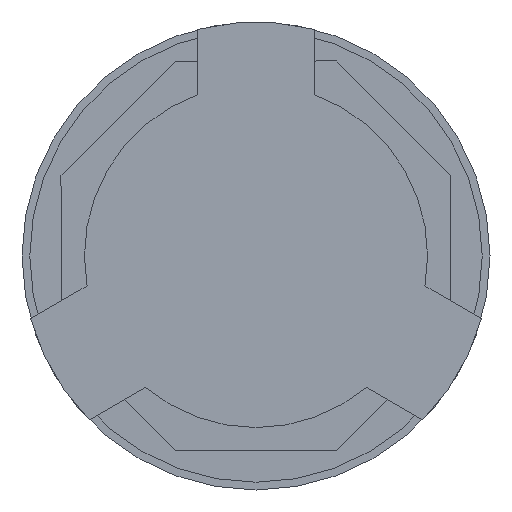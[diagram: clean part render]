
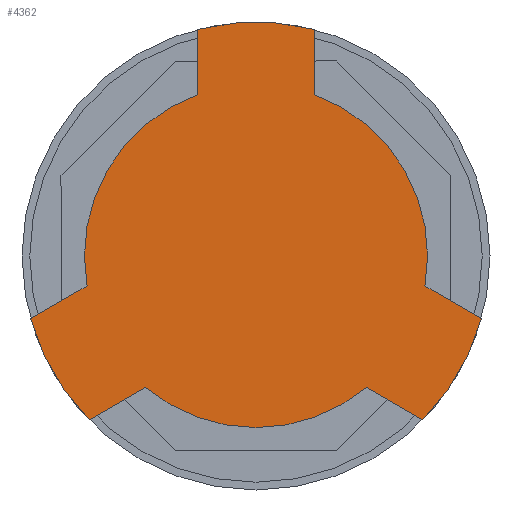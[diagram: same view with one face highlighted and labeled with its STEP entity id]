
A CAD part, front view. The second image highlights one B-rep face of the part: STEP entity #4362.
In plain terms, the highlighted planar face has unit normal (0, -1, 0).
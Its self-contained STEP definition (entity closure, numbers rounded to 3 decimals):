
#96 = AXIS2_PLACEMENT_3D ( 'NONE', #495, #4517, #166 ) ;
#134 = EDGE_LOOP ( 'NONE', ( #780, #4689, #667, #1794, #4695, #1799, #998, #3114, #2352, #2503, #2432, #1632, #1850 ) ) ;
#141 = CIRCLE ( 'NONE', #2902, 11. ) ;
#151 = LINE ( 'NONE', #756, #4495 ) ;
#158 = EDGE_CURVE ( 'NONE', #3049, #3024, #4363, .T. ) ;
#166 = DIRECTION ( 'NONE',  ( 0., 0., 1. ) ) ;
#172 = VECTOR ( 'NONE', #3847, 1000. ) ;
#214 = DIRECTION ( 'NONE',  ( 0., 0., -1. ) ) ;
#303 = VECTOR ( 'NONE', #1181, 1000. ) ;
#390 = VERTEX_POINT ( 'NONE', #2792 ) ;
#407 = CARTESIAN_POINT ( 'NONE',  ( 1.875, -37.1, 3.248 ) ) ;
#450 = DIRECTION ( 'NONE',  ( 0.866, 0., 0.5 ) ) ;
#495 = CARTESIAN_POINT ( 'NONE',  ( 0., -37.1, 0. ) ) ;
#511 = CARTESIAN_POINT ( 'NONE',  ( -14.453, -37.1, -4.014 ) ) ;
#600 = AXIS2_PLACEMENT_3D ( 'NONE', #1446, #3253, #3237 ) ;
#667 = ORIENTED_EDGE ( 'NONE', *, *, #3641, .T. ) ;
#756 = CARTESIAN_POINT ( 'NONE',  ( 3.75, -37.1, 0. ) ) ;
#780 = ORIENTED_EDGE ( 'NONE', *, *, #1484, .F. ) ;
#844 = DIRECTION ( 'NONE',  ( -0.866, 0., -0.5 ) ) ;
#856 = CARTESIAN_POINT ( 'NONE',  ( 0., -37.1, 0. ) ) ;
#998 = ORIENTED_EDGE ( 'NONE', *, *, #4257, .T. ) ;
#1011 = CARTESIAN_POINT ( 'NONE',  ( 10.831, -37.1, -1.923 ) ) ;
#1025 = VERTEX_POINT ( 'NONE', #3085 ) ;
#1043 = LINE ( 'NONE', #4454, #303 ) ;
#1059 = CARTESIAN_POINT ( 'NONE',  ( 14.453, -37.1, -4.014 ) ) ;
#1181 = DIRECTION ( 'NONE',  ( 0.866, 0., -0.5 ) ) ;
#1264 = AXIS2_PLACEMENT_3D ( 'NONE', #2761, #4559, #214 ) ;
#1271 = CARTESIAN_POINT ( 'NONE',  ( -3.75, -37.1, 0. ) ) ;
#1297 = CARTESIAN_POINT ( 'NONE',  ( 0., -37.1, 0. ) ) ;
#1350 = EDGE_CURVE ( 'NONE', #1550, #2465, #2088, .T. ) ;
#1446 = CARTESIAN_POINT ( 'NONE',  ( 0., -37.1, 0. ) ) ;
#1484 = EDGE_CURVE ( 'NONE', #4644, #3797, #2553, .T. ) ;
#1550 = VERTEX_POINT ( 'NONE', #2008 ) ;
#1570 = PLANE ( 'NONE',  #96 ) ;
#1580 = EDGE_CURVE ( 'NONE', #390, #2420, #4080, .T. ) ;
#1593 = VERTEX_POINT ( 'NONE', #2076 ) ;
#1632 = ORIENTED_EDGE ( 'NONE', *, *, #2140, .T. ) ;
#1657 = VECTOR ( 'NONE', #3784, 1000. ) ;
#1665 = VERTEX_POINT ( 'NONE', #4635 ) ;
#1674 = LINE ( 'NONE', #3738, #2341 ) ;
#1715 = CARTESIAN_POINT ( 'NONE',  ( 0., -37.1, -11. ) ) ;
#1739 = DIRECTION ( 'NONE',  ( 0., -1., 0. ) ) ;
#1765 = DIRECTION ( 'NONE',  ( -0.866, 0., 0.5 ) ) ;
#1782 = CIRCLE ( 'NONE', #600, 11. ) ;
#1794 = ORIENTED_EDGE ( 'NONE', *, *, #158, .T. ) ;
#1799 = ORIENTED_EDGE ( 'NONE', *, *, #1873, .T. ) ;
#1850 = ORIENTED_EDGE ( 'NONE', *, *, #1907, .T. ) ;
#1873 = EDGE_CURVE ( 'NONE', #1025, #3612, #1674, .T. ) ;
#1902 = CARTESIAN_POINT ( 'NONE',  ( -7.081, -37.1, -8.418 ) ) ;
#1907 = EDGE_CURVE ( 'NONE', #3410, #3797, #2866, .T. ) ;
#1920 = AXIS2_PLACEMENT_3D ( 'NONE', #1297, #4209, #3143 ) ;
#1935 = DIRECTION ( 'NONE',  ( 0., 1., 0. ) ) ;
#2008 = CARTESIAN_POINT ( 'NONE',  ( 7.081, -37.1, -8.418 ) ) ;
#2076 = CARTESIAN_POINT ( 'NONE',  ( 10.703, -37.1, -10.509 ) ) ;
#2088 = CIRCLE ( 'NONE', #2569, 11. ) ;
#2140 = EDGE_CURVE ( 'NONE', #1593, #3410, #3087, .T. ) ;
#2285 = DIRECTION ( 'NONE',  ( 0., 1., 0. ) ) ;
#2341 = VECTOR ( 'NONE', #844, 1000. ) ;
#2352 = ORIENTED_EDGE ( 'NONE', *, *, #3638, .F. ) ;
#2420 = VERTEX_POINT ( 'NONE', #1902 ) ;
#2432 = ORIENTED_EDGE ( 'NONE', *, *, #2944, .T. ) ;
#2465 = VERTEX_POINT ( 'NONE', #1715 ) ;
#2487 = CARTESIAN_POINT ( 'NONE',  ( 0., -37.1, 0. ) ) ;
#2503 = ORIENTED_EDGE ( 'NONE', *, *, #1350, .F. ) ;
#2526 = CIRCLE ( 'NONE', #4246, 15. ) ;
#2553 = CIRCLE ( 'NONE', #1920, 11. ) ;
#2569 = AXIS2_PLACEMENT_3D ( 'NONE', #3362, #2285, #4088 ) ;
#2632 = CARTESIAN_POINT ( 'NONE',  ( 0., -37.1, 0. ) ) ;
#2670 = CARTESIAN_POINT ( 'NONE',  ( 3.75, -37.1, 10.341 ) ) ;
#2761 = CARTESIAN_POINT ( 'NONE',  ( 0., -37.1, 0. ) ) ;
#2792 = CARTESIAN_POINT ( 'NONE',  ( -10.703, -37.1, -10.509 ) ) ;
#2866 = LINE ( 'NONE', #407, #3315 ) ;
#2902 = AXIS2_PLACEMENT_3D ( 'NONE', #856, #1935, #3389 ) ;
#2944 = EDGE_CURVE ( 'NONE', #1550, #1593, #1043, .T. ) ;
#3016 = DIRECTION ( 'NONE',  ( -0.866, 0., 0.5 ) ) ;
#3024 = VERTEX_POINT ( 'NONE', #3772 ) ;
#3049 = VERTEX_POINT ( 'NONE', #4541 ) ;
#3085 = CARTESIAN_POINT ( 'NONE',  ( -10.831, -37.1, -1.923 ) ) ;
#3087 = CIRCLE ( 'NONE', #4290, 15. ) ;
#3114 = ORIENTED_EDGE ( 'NONE', *, *, #1580, .T. ) ;
#3143 = DIRECTION ( 'NONE',  ( 0., 0., 1. ) ) ;
#3156 = CIRCLE ( 'NONE', #1264, 15. ) ;
#3237 = DIRECTION ( 'NONE',  ( 0., 0., 1. ) ) ;
#3253 = DIRECTION ( 'NONE',  ( 0., 1., 0. ) ) ;
#3315 = VECTOR ( 'NONE', #3016, 1000. ) ;
#3328 = DIRECTION ( 'NONE',  ( 0., -1., 0. ) ) ;
#3362 = CARTESIAN_POINT ( 'NONE',  ( 0., -37.1, 0. ) ) ;
#3389 = DIRECTION ( 'NONE',  ( 0., 0., 1. ) ) ;
#3410 = VERTEX_POINT ( 'NONE', #1059 ) ;
#3428 = FACE_OUTER_BOUND ( 'NONE', #134, .T. ) ;
#3450 = CARTESIAN_POINT ( 'NONE',  ( 1.875, -37.1, -3.248 ) ) ;
#3612 = VERTEX_POINT ( 'NONE', #511 ) ;
#3638 = EDGE_CURVE ( 'NONE', #2465, #2420, #141, .T. ) ;
#3641 = EDGE_CURVE ( 'NONE', #1665, #3049, #3156, .T. ) ;
#3738 = CARTESIAN_POINT ( 'NONE',  ( -1.875, -37.1, 3.248 ) ) ;
#3772 = CARTESIAN_POINT ( 'NONE',  ( -3.75, -37.1, 10.341 ) ) ;
#3784 = DIRECTION ( 'NONE',  ( 0., 0., -1. ) ) ;
#3797 = VERTEX_POINT ( 'NONE', #1011 ) ;
#3847 = DIRECTION ( 'NONE',  ( 0.866, 0., 0.5 ) ) ;
#3948 = EDGE_CURVE ( 'NONE', #4644, #1665, #151, .T. ) ;
#4080 = LINE ( 'NONE', #3450, #172 ) ;
#4088 = DIRECTION ( 'NONE',  ( 0., 0., 1. ) ) ;
#4164 = EDGE_CURVE ( 'NONE', #1025, #3024, #1782, .T. ) ;
#4209 = DIRECTION ( 'NONE',  ( 0., 1., 0. ) ) ;
#4246 = AXIS2_PLACEMENT_3D ( 'NONE', #2632, #3328, #450 ) ;
#4257 = EDGE_CURVE ( 'NONE', #3612, #390, #2526, .T. ) ;
#4290 = AXIS2_PLACEMENT_3D ( 'NONE', #2487, #1739, #1765 ) ;
#4362 = ADVANCED_FACE ( 'NONE', ( #3428 ), #1570, .F. ) ;
#4363 = LINE ( 'NONE', #1271, #1657 ) ;
#4454 = CARTESIAN_POINT ( 'NONE',  ( -1.875, -37.1, -3.248 ) ) ;
#4495 = VECTOR ( 'NONE', #4690, 1000. ) ;
#4517 = DIRECTION ( 'NONE',  ( 0., 1., 0. ) ) ;
#4541 = CARTESIAN_POINT ( 'NONE',  ( -3.75, -37.1, 14.524 ) ) ;
#4559 = DIRECTION ( 'NONE',  ( 0., -1., 0. ) ) ;
#4635 = CARTESIAN_POINT ( 'NONE',  ( 3.75, -37.1, 14.524 ) ) ;
#4644 = VERTEX_POINT ( 'NONE', #2670 ) ;
#4689 = ORIENTED_EDGE ( 'NONE', *, *, #3948, .T. ) ;
#4690 = DIRECTION ( 'NONE',  ( 0., 0., 1. ) ) ;
#4695 = ORIENTED_EDGE ( 'NONE', *, *, #4164, .F. ) ;
